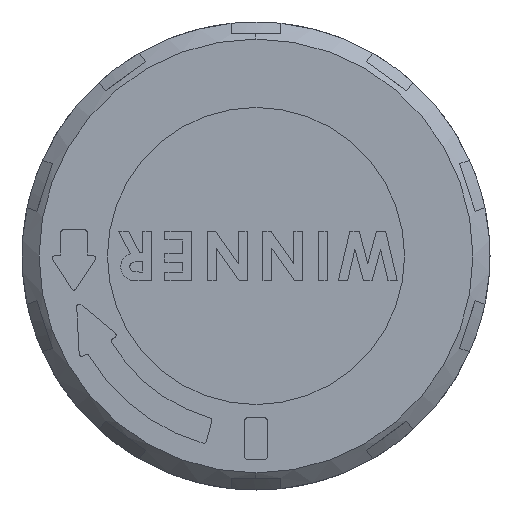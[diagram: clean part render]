
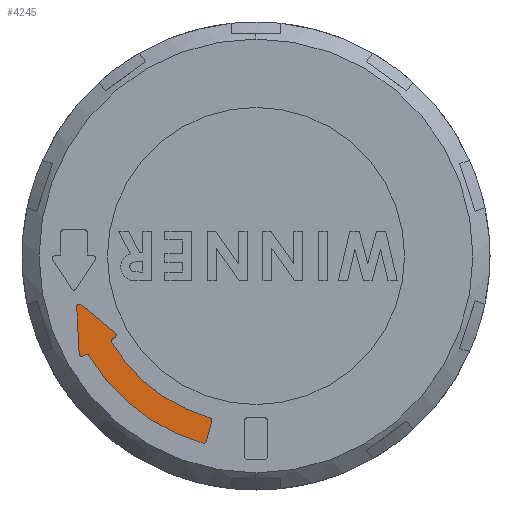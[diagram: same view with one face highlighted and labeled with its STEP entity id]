
A CAD part, left-side view. The second image highlights one B-rep face of the part: STEP entity #4245.
In plain terms, the highlighted planar face has unit normal (-1, 0, 0).
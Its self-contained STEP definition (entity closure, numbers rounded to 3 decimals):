
#99 = LINE ( 'NONE', #11283, #11070 ) ;
#221 = AXIS2_PLACEMENT_3D ( 'NONE', #15386, #5550, #10585 ) ;
#486 = LINE ( 'NONE', #12375, #2584 ) ;
#550 = CARTESIAN_POINT ( 'NONE',  ( -71.76, 3.972, -14.049 ) ) ;
#896 = EDGE_CURVE ( 'NONE', #11916, #14079, #4782, .T. ) ;
#1090 = CARTESIAN_POINT ( 'NONE',  ( -71.76, 10.746, -6.204 ) ) ;
#1105 = DIRECTION ( 'NONE',  ( 0., 0., -1. ) ) ;
#1199 = DIRECTION ( 'NONE',  ( 0., -0.052, -0.999 ) ) ;
#1239 = DIRECTION ( 'NONE',  ( -1., 0., 0. ) ) ;
#1427 = CARTESIAN_POINT ( 'NONE',  ( -71.76, 0., 0. ) ) ;
#1433 = DIRECTION ( 'NONE',  ( 0., 0., 1. ) ) ;
#1450 = LINE ( 'NONE', #14886, #2231 ) ;
#1579 = VERTEX_POINT ( 'NONE', #1934 ) ;
#1866 = CIRCLE ( 'NONE', #11125, 0.2 ) ;
#1881 = EDGE_CURVE ( 'NONE', #14285, #5813, #7155, .T. ) ;
#1920 = CIRCLE ( 'NONE', #11077, 14.8 ) ;
#1934 = CARTESIAN_POINT ( 'NONE',  ( -71.76, 13.254, -7.621 ) ) ;
#2231 = VECTOR ( 'NONE', #4023, 1000. ) ;
#2388 = CARTESIAN_POINT ( 'NONE',  ( -71.76, 13.453, -7.432 ) ) ;
#2402 = EDGE_CURVE ( 'NONE', #13167, #13251, #2876, .T. ) ;
#2503 = ORIENTED_EDGE ( 'NONE', *, *, #15307, .T. ) ;
#2549 = CARTESIAN_POINT ( 'NONE',  ( -71.76, 3.972, -14.249 ) ) ;
#2584 = VECTOR ( 'NONE', #13535, 1000. ) ;
#2796 = DIRECTION ( 'NONE',  ( -1., 0., 0. ) ) ;
#2876 = CIRCLE ( 'NONE', #9464, 0.2 ) ;
#3107 = CARTESIAN_POINT ( 'NONE',  ( -71.76, 13.64, -3.864 ) ) ;
#3225 = CARTESIAN_POINT ( 'NONE',  ( -71.76, 3.364, -12.556 ) ) ;
#3546 = AXIS2_PLACEMENT_3D ( 'NONE', #14991, #12518, #5173 ) ;
#3777 = FACE_OUTER_BOUND ( 'NONE', #15354, .T. ) ;
#4023 = DIRECTION ( 'NONE',  ( 0., -0.866, 0.5 ) ) ;
#4080 = ORIENTED_EDGE ( 'NONE', *, *, #10709, .T. ) ;
#4245 = ADVANCED_FACE ( 'NONE', ( #3777 ), #7042, .T. ) ;
#4418 = DIRECTION ( 'NONE',  ( 0., -0.259, 0.966 ) ) ;
#4453 = EDGE_CURVE ( 'NONE', #5813, #15683, #99, .T. ) ;
#4511 = DIRECTION ( 'NONE',  ( -1., 0., 0. ) ) ;
#4688 = AXIS2_PLACEMENT_3D ( 'NONE', #11858, #4511, #8315 ) ;
#4782 = CIRCLE ( 'NONE', #6133, 0.2 ) ;
#4788 = LINE ( 'NONE', #3225, #11718 ) ;
#4967 = CARTESIAN_POINT ( 'NONE',  ( -71.76, 13.254, -7.421 ) ) ;
#5007 = DIRECTION ( 'NONE',  ( 0., 0., -1. ) ) ;
#5084 = DIRECTION ( 'NONE',  ( 1., 0., 0. ) ) ;
#5173 = DIRECTION ( 'NONE',  ( 0., 0., 1. ) ) ;
#5183 = DIRECTION ( 'NONE',  ( 1., 0., 0. ) ) ;
#5204 = CARTESIAN_POINT ( 'NONE',  ( -71.76, 10.846, -6.031 ) ) ;
#5205 = CIRCLE ( 'NONE', #15622, 0.2 ) ;
#5380 = EDGE_CURVE ( 'NONE', #6652, #13167, #486, .T. ) ;
#5409 = ORIENTED_EDGE ( 'NONE', *, *, #15192, .T. ) ;
#5550 = DIRECTION ( 'NONE',  ( -1., 0., 0. ) ) ;
#5813 = VERTEX_POINT ( 'NONE', #12055 ) ;
#6133 = AXIS2_PLACEMENT_3D ( 'NONE', #14746, #1239, #9858 ) ;
#6201 = DIRECTION ( 'NONE',  ( -1., 0., 0. ) ) ;
#6551 = ORIENTED_EDGE ( 'NONE', *, *, #9896, .T. ) ;
#6561 = CIRCLE ( 'NONE', #4688, 0.2 ) ;
#6652 = VERTEX_POINT ( 'NONE', #9607 ) ;
#6748 = VERTEX_POINT ( 'NONE', #13502 ) ;
#6771 = CIRCLE ( 'NONE', #3546, 0.2 ) ;
#7024 = ORIENTED_EDGE ( 'NONE', *, *, #15424, .T. ) ;
#7042 = PLANE ( 'NONE',  #8352 ) ;
#7155 = CIRCLE ( 'NONE', #15546, 0.2 ) ;
#7245 = DIRECTION ( 'NONE',  ( 1., 0., 0. ) ) ;
#7433 = DIRECTION ( 'NONE',  ( 0., 0., -1. ) ) ;
#7483 = CARTESIAN_POINT ( 'NONE',  ( -71.76, 0., 0. ) ) ;
#7593 = DIRECTION ( 'NONE',  ( -1., 0., 0. ) ) ;
#8098 = EDGE_CURVE ( 'NONE', #15958, #14421, #6771, .T. ) ;
#8315 = DIRECTION ( 'NONE',  ( 0., 0., -1. ) ) ;
#8352 = AXIS2_PLACEMENT_3D ( 'NONE', #10667, #10706, #11992 ) ;
#8369 = EDGE_CURVE ( 'NONE', #1579, #6652, #6561, .T. ) ;
#8624 = CARTESIAN_POINT ( 'NONE',  ( -71.76, 13.312, -3.701 ) ) ;
#8882 = CARTESIAN_POINT ( 'NONE',  ( -71.76, 10.911, -6.299 ) ) ;
#8954 = CARTESIAN_POINT ( 'NONE',  ( -71.76, 4.026, -14.242 ) ) ;
#8989 = CIRCLE ( 'NONE', #15272, 12.8 ) ;
#9051 = DIRECTION ( 'NONE',  ( -1., 0., 0. ) ) ;
#9124 = EDGE_CURVE ( 'NONE', #6748, #11661, #5205, .T. ) ;
#9247 = ORIENTED_EDGE ( 'NONE', *, *, #2402, .T. ) ;
#9464 = AXIS2_PLACEMENT_3D ( 'NONE', #11676, #5183, #1433 ) ;
#9607 = CARTESIAN_POINT ( 'NONE',  ( -71.76, 13.154, -7.594 ) ) ;
#9784 = ORIENTED_EDGE ( 'NONE', *, *, #8369, .T. ) ;
#9858 = DIRECTION ( 'NONE',  ( 0., 0., -1. ) ) ;
#9896 = EDGE_CURVE ( 'NONE', #13251, #11081, #1920, .T. ) ;
#9940 = DIRECTION ( 'NONE',  ( 0., 0.766, 0.643 ) ) ;
#10261 = VERTEX_POINT ( 'NONE', #2388 ) ;
#10281 = ORIENTED_EDGE ( 'NONE', *, *, #9124, .T. ) ;
#10356 = CIRCLE ( 'NONE', #221, 0.2 ) ;
#10448 = ORIENTED_EDGE ( 'NONE', *, *, #4453, .T. ) ;
#10585 = DIRECTION ( 'NONE',  ( 0., 0., 1. ) ) ;
#10667 = CARTESIAN_POINT ( 'NONE',  ( -71.76, 3.972, -14.049 ) ) ;
#10706 = DIRECTION ( 'NONE',  ( -1., 0., 0. ) ) ;
#10709 = EDGE_CURVE ( 'NONE', #10261, #1579, #15754, .T. ) ;
#10899 = CARTESIAN_POINT ( 'NONE',  ( -71.76, 10.811, -6.472 ) ) ;
#10926 = ORIENTED_EDGE ( 'NONE', *, *, #14943, .T. ) ;
#11070 = VECTOR ( 'NONE', #9940, 1000. ) ;
#11077 = AXIS2_PLACEMENT_3D ( 'NONE', #1427, #2796, #5007 ) ;
#11081 = VERTEX_POINT ( 'NONE', #8954 ) ;
#11106 = ORIENTED_EDGE ( 'NONE', *, *, #14273, .T. ) ;
#11125 = AXIS2_PLACEMENT_3D ( 'NONE', #550, #9051, #12746 ) ;
#11283 = CARTESIAN_POINT ( 'NONE',  ( -71.76, 10.718, -5.878 ) ) ;
#11309 = DIRECTION ( 'NONE',  ( 0., 0., 1. ) ) ;
#11661 = VERTEX_POINT ( 'NONE', #8882 ) ;
#11676 = CARTESIAN_POINT ( 'NONE',  ( -71.76, 12.889, -7.673 ) ) ;
#11718 = VECTOR ( 'NONE', #4418, 1000. ) ;
#11858 = CARTESIAN_POINT ( 'NONE',  ( -71.76, 13.254, -7.421 ) ) ;
#11916 = VERTEX_POINT ( 'NONE', #14598 ) ;
#11935 = ORIENTED_EDGE ( 'NONE', *, *, #8098, .T. ) ;
#11992 = DIRECTION ( 'NONE',  ( 0., 0., 1. ) ) ;
#12055 = CARTESIAN_POINT ( 'NONE',  ( -71.76, 10.718, -5.878 ) ) ;
#12189 = ORIENTED_EDGE ( 'NONE', *, *, #1881, .T. ) ;
#12335 = CARTESIAN_POINT ( 'NONE',  ( -71.76, 13.453, -7.432 ) ) ;
#12375 = CARTESIAN_POINT ( 'NONE',  ( -71.76, 12.989, -7.499 ) ) ;
#12518 = DIRECTION ( 'NONE',  ( -1., 0., 0. ) ) ;
#12746 = DIRECTION ( 'NONE',  ( 0., 0., 1. ) ) ;
#13167 = VERTEX_POINT ( 'NONE', #13855 ) ;
#13251 = VERTEX_POINT ( 'NONE', #13527 ) ;
#13315 = EDGE_CURVE ( 'NONE', #14421, #11916, #4788, .T. ) ;
#13377 = ORIENTED_EDGE ( 'NONE', *, *, #13315, .T. ) ;
#13502 = CARTESIAN_POINT ( 'NONE',  ( -71.76, 10.982, -6.575 ) ) ;
#13527 = CARTESIAN_POINT ( 'NONE',  ( -71.76, 12.717, -7.57 ) ) ;
#13535 = DIRECTION ( 'NONE',  ( 0., -0.866, 0.5 ) ) ;
#13582 = VECTOR ( 'NONE', #1199, 1000. ) ;
#13641 = DIRECTION ( 'NONE',  ( 0., 0., -1. ) ) ;
#13855 = CARTESIAN_POINT ( 'NONE',  ( -71.76, 12.989, -7.499 ) ) ;
#14022 = ORIENTED_EDGE ( 'NONE', *, *, #896, .T. ) ;
#14079 = VERTEX_POINT ( 'NONE', #15326 ) ;
#14248 = VERTEX_POINT ( 'NONE', #3107 ) ;
#14273 = EDGE_CURVE ( 'NONE', #14248, #10261, #15942, .T. ) ;
#14285 = VERTEX_POINT ( 'NONE', #1090 ) ;
#14421 = VERTEX_POINT ( 'NONE', #15854 ) ;
#14598 = CARTESIAN_POINT ( 'NONE',  ( -71.76, 3.364, -12.556 ) ) ;
#14746 = CARTESIAN_POINT ( 'NONE',  ( -71.76, 3.557, -12.504 ) ) ;
#14886 = CARTESIAN_POINT ( 'NONE',  ( -71.76, 10.911, -6.299 ) ) ;
#14891 = ORIENTED_EDGE ( 'NONE', *, *, #5380, .T. ) ;
#14943 = EDGE_CURVE ( 'NONE', #14079, #6748, #8989, .T. ) ;
#14991 = CARTESIAN_POINT ( 'NONE',  ( -71.76, 3.972, -14.049 ) ) ;
#15120 = AXIS2_PLACEMENT_3D ( 'NONE', #4967, #6201, #7433 ) ;
#15192 = EDGE_CURVE ( 'NONE', #11081, #15958, #1866, .T. ) ;
#15272 = AXIS2_PLACEMENT_3D ( 'NONE', #7483, #5084, #13641 ) ;
#15307 = EDGE_CURVE ( 'NONE', #11661, #14285, #1450, .T. ) ;
#15326 = CARTESIAN_POINT ( 'NONE',  ( -71.76, 3.503, -12.311 ) ) ;
#15354 = EDGE_LOOP ( 'NONE', ( #5409, #11935, #13377, #14022, #10926, #10281, #2503, #12189, #10448, #7024, #11106, #4080, #9784, #14891, #9247, #6551 ) ) ;
#15386 = CARTESIAN_POINT ( 'NONE',  ( -71.76, 13.441, -3.854 ) ) ;
#15424 = EDGE_CURVE ( 'NONE', #15683, #14248, #10356, .T. ) ;
#15546 = AXIS2_PLACEMENT_3D ( 'NONE', #5204, #7593, #11309 ) ;
#15622 = AXIS2_PLACEMENT_3D ( 'NONE', #10899, #7245, #1105 ) ;
#15683 = VERTEX_POINT ( 'NONE', #8624 ) ;
#15754 = CIRCLE ( 'NONE', #15120, 0.2 ) ;
#15854 = CARTESIAN_POINT ( 'NONE',  ( -71.76, 3.778, -14.101 ) ) ;
#15942 = LINE ( 'NONE', #12335, #13582 ) ;
#15958 = VERTEX_POINT ( 'NONE', #2549 ) ;
